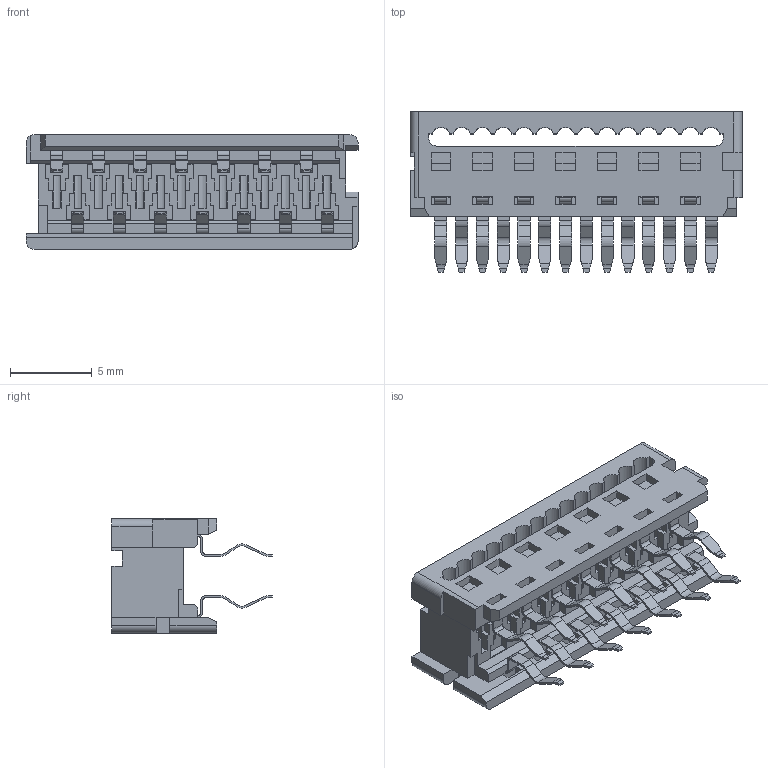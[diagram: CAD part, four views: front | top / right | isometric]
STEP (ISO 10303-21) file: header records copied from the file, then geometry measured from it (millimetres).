
FILE_DESCRIPTION((''),'2;1');
FILE_NAME('905841314','2014-03-26T',('me'),(''),'PRO/ENGINEER BY PARAMETRIC TECHNOLOGY CORPORATION, 2011490','PRO/ENGINEER BY PARAMETRIC TECHNOLOGY CORPORATION, 2011490','');
FILE_SCHEMA(('CONFIG_CONTROL_DESIGN'));
Length unit declared in the file: millimetre
Products named in the file (1): 905841314
Bounding box: 20.29 x 9.8 x 7 mm (x, y, z)
Volume: 478.7 mm3; surface area: 1384.6 mm2
Topology: 1 solids, 1 shells, 971 faces, 2935 edges, 1946 vertices
Faces by surface type: plane 795, cylinder 176
Entity records: 32708 total; most frequent: CARTESIAN_POINT 5945, ORIENTED_EDGE 5814, DIRECTION 5201, EDGE_CURVE 2907, VECTOR 2501, LINE 2501, VERTEX_POINT 1918, AXIS2_PLACEMENT_3D 1350
